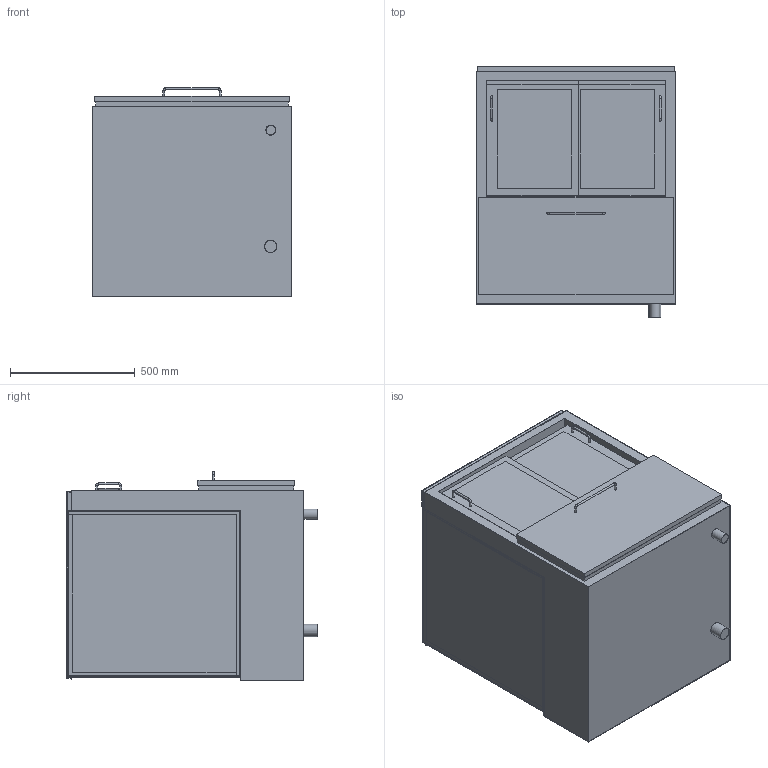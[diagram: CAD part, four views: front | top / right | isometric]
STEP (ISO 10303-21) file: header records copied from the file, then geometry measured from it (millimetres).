
FILE_DESCRIPTION(/* description */ ('Einbaukühlvitrine, Tortenzug: eigengekühlt'),/* implementation_level */ '2;1');
FILE_NAME(/* name */ '3D-AKE-00006226.stp',/* time_stamp */ '2023-04-27T08:24:11+02:00',/* author */ ('marina.schachner'),/* organization */ (''),/* preprocessor_version */ 'ST-DEVELOPER v18.1',/* originating_system */ 'Autodesk Inventor 2020',/* authorisation */ '');
FILE_SCHEMA (('AUTOMOTIVE_DESIGN { 1 0 10303 214 3 1 1 }'));
Length unit declared in the file: millimetre
Products named in the file (1): 3D-AKE-00006226
Bounding box: 800 x 1005.1 x 835 mm (x, y, z)
Volume: 70425547.5 mm3; surface area: 16686204.5 mm2
Topology: 40 solids, 41 shells, 434 faces, 1063 edges, 714 vertices
Faces by surface type: plane 385, cylinder 43, torus 6
Full cylindrical faces by diameter (mm): 8 x9, 38 x1, 40 x1, 41 x2, 48 x1, 50 x1
Entity records: 12695 total; most frequent: CARTESIAN_POINT 2212, ORIENTED_EDGE 2126, DIRECTION 2059, EDGE_CURVE 1063, LINE 937, VECTOR 937, VERTEX_POINT 714, AXIS2_PLACEMENT_3D 561
